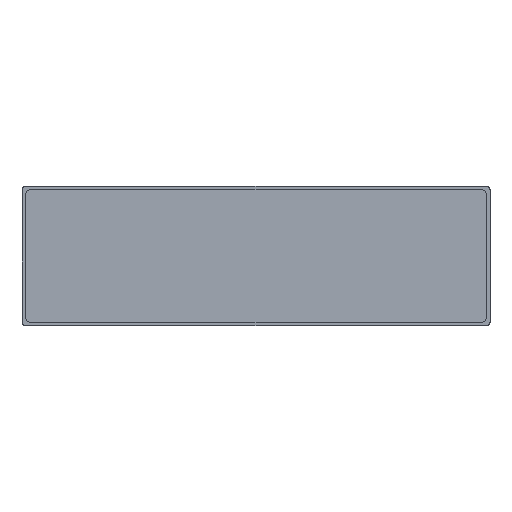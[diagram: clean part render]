
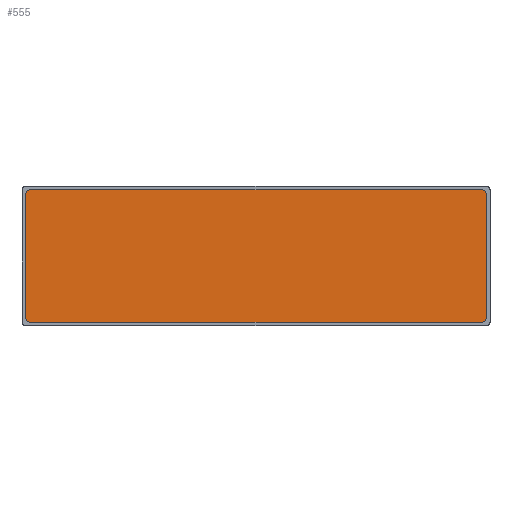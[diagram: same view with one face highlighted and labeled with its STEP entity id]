
A CAD part, top view. The second image highlights one B-rep face of the part: STEP entity #555.
In plain terms, the highlighted planar face has unit normal (0, 0, 1).
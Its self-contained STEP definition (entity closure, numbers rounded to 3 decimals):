
#167 = EDGE_CURVE('',#168,#170,#172,.T.);
#168 = VERTEX_POINT('',#169);
#169 = CARTESIAN_POINT('',(-122.,-33.,3.));
#170 = VERTEX_POINT('',#171);
#171 = CARTESIAN_POINT('',(-122.,33.,3.));
#172 = LINE('',#173,#174);
#173 = CARTESIAN_POINT('',(-122.,-35.,3.));
#174 = VECTOR('',#175,1.);
#175 = DIRECTION('',(0.,1.,0.));
#198 = EDGE_CURVE('',#168,#199,#201,.T.);
#199 = VERTEX_POINT('',#200);
#200 = CARTESIAN_POINT('',(-120.,-35.,3.));
#201 = CIRCLE('',#202,2.);
#202 = AXIS2_PLACEMENT_3D('',#203,#204,#205);
#203 = CARTESIAN_POINT('',(-120.,-33.,3.));
#204 = DIRECTION('',(0.,-0.,1.));
#205 = DIRECTION('',(0.,1.,0.));
#223 = EDGE_CURVE('',#170,#224,#226,.T.);
#224 = VERTEX_POINT('',#225);
#225 = CARTESIAN_POINT('',(-120.,35.,3.));
#226 = CIRCLE('',#227,2.);
#227 = AXIS2_PLACEMENT_3D('',#228,#229,#230);
#228 = CARTESIAN_POINT('',(-120.,33.,3.));
#229 = DIRECTION('',(0.,0.,-1.));
#230 = DIRECTION('',(0.,1.,0.));
#248 = EDGE_CURVE('',#249,#199,#251,.T.);
#249 = VERTEX_POINT('',#250);
#250 = CARTESIAN_POINT('',(120.,-35.,3.));
#251 = LINE('',#252,#253);
#252 = CARTESIAN_POINT('',(122.,-35.,3.));
#253 = VECTOR('',#254,1.);
#254 = DIRECTION('',(-1.,0.,0.));
#272 = EDGE_CURVE('',#224,#273,#275,.T.);
#273 = VERTEX_POINT('',#274);
#274 = CARTESIAN_POINT('',(120.,35.,3.));
#275 = LINE('',#276,#277);
#276 = CARTESIAN_POINT('',(-122.,35.,3.));
#277 = VECTOR('',#278,1.);
#278 = DIRECTION('',(1.,0.,0.));
#296 = EDGE_CURVE('',#249,#297,#299,.T.);
#297 = VERTEX_POINT('',#298);
#298 = CARTESIAN_POINT('',(122.,-33.,3.));
#299 = CIRCLE('',#300,2.);
#300 = AXIS2_PLACEMENT_3D('',#301,#302,#303);
#301 = CARTESIAN_POINT('',(120.,-33.,3.));
#302 = DIRECTION('',(0.,-0.,1.));
#303 = DIRECTION('',(0.,1.,0.));
#321 = EDGE_CURVE('',#273,#322,#324,.T.);
#322 = VERTEX_POINT('',#323);
#323 = CARTESIAN_POINT('',(122.,33.,3.));
#324 = CIRCLE('',#325,2.);
#325 = AXIS2_PLACEMENT_3D('',#326,#327,#328);
#326 = CARTESIAN_POINT('',(120.,33.,3.));
#327 = DIRECTION('',(0.,0.,-1.));
#328 = DIRECTION('',(0.,1.,0.));
#346 = EDGE_CURVE('',#322,#297,#347,.T.);
#347 = LINE('',#348,#349);
#348 = CARTESIAN_POINT('',(122.,35.,3.));
#349 = VECTOR('',#350,1.);
#350 = DIRECTION('',(0.,-1.,0.));
#555 = ADVANCED_FACE('',(#556),#566,.F.);
#556 = FACE_BOUND('',#557,.F.);
#557 = EDGE_LOOP('',(#558,#559,#560,#561,#562,#563,#564,#565));
#558 = ORIENTED_EDGE('',*,*,#248,.T.);
#559 = ORIENTED_EDGE('',*,*,#198,.F.);
#560 = ORIENTED_EDGE('',*,*,#167,.T.);
#561 = ORIENTED_EDGE('',*,*,#223,.T.);
#562 = ORIENTED_EDGE('',*,*,#272,.T.);
#563 = ORIENTED_EDGE('',*,*,#321,.T.);
#564 = ORIENTED_EDGE('',*,*,#346,.T.);
#565 = ORIENTED_EDGE('',*,*,#296,.F.);
#566 = PLANE('',#567);
#567 = AXIS2_PLACEMENT_3D('',#568,#569,#570);
#568 = CARTESIAN_POINT('',(0.,0.,3.));
#569 = DIRECTION('',(-0.,-0.,-1.));
#570 = DIRECTION('',(-1.,0.,0.));
